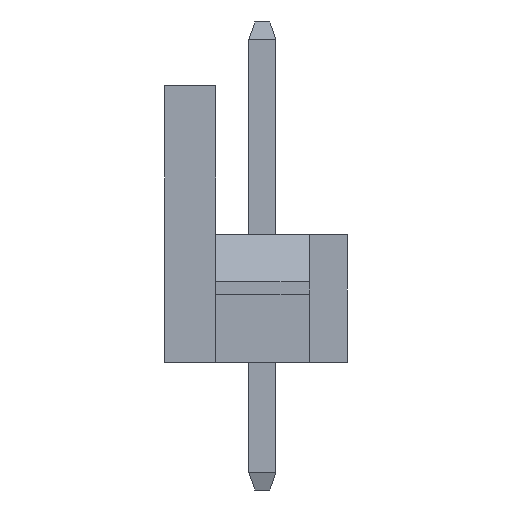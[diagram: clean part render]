
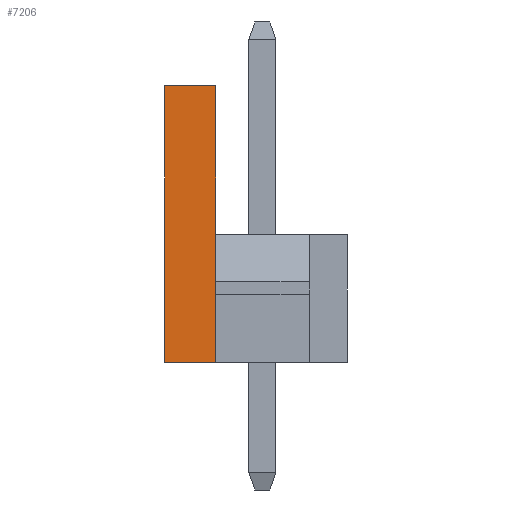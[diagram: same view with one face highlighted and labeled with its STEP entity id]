
A CAD part, left-side view. The second image highlights one B-rep face of the part: STEP entity #7206.
In plain terms, the highlighted planar face has unit normal (-1, 0, 0).
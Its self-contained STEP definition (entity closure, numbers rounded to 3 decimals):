
#5555 = VERTEX_POINT('',#5556);
#5556 = CARTESIAN_POINT('',(0.,3.1,6.5));
#5562 = EDGE_CURVE('',#5555,#5563,#5565,.T.);
#5563 = VERTEX_POINT('',#5564);
#5564 = CARTESIAN_POINT('',(0.,3.1,0.));
#5565 = LINE('',#5566,#5567);
#5566 = CARTESIAN_POINT('',(0.,3.1,0.));
#5567 = VECTOR('',#5568,1.);
#5568 = DIRECTION('',(0.,0.,-1.));
#6587 = EDGE_CURVE('',#5563,#6588,#6590,.T.);
#6588 = VERTEX_POINT('',#6589);
#6589 = CARTESIAN_POINT('',(0.,4.3,0.));
#6590 = LINE('',#6591,#6592);
#6591 = CARTESIAN_POINT('',(0.,0.,0.));
#6592 = VECTOR('',#6593,1.);
#6593 = DIRECTION('',(0.,1.,0.));
#7188 = VERTEX_POINT('',#7189);
#7189 = CARTESIAN_POINT('',(0.,4.3,6.5));
#7195 = EDGE_CURVE('',#5555,#7188,#7196,.T.);
#7196 = LINE('',#7197,#7198);
#7197 = CARTESIAN_POINT('',(0.,0.,6.5));
#7198 = VECTOR('',#7199,1.);
#7199 = DIRECTION('',(0.,1.,0.));
#7206 = ADVANCED_FACE('',(#7207),#7218,.T.);
#7207 = FACE_BOUND('',#7208,.T.);
#7208 = EDGE_LOOP('',(#7209,#7210,#7211,#7212));
#7209 = ORIENTED_EDGE('',*,*,#6587,.F.);
#7210 = ORIENTED_EDGE('',*,*,#5562,.F.);
#7211 = ORIENTED_EDGE('',*,*,#7195,.T.);
#7212 = ORIENTED_EDGE('',*,*,#7213,.F.);
#7213 = EDGE_CURVE('',#6588,#7188,#7214,.T.);
#7214 = LINE('',#7215,#7216);
#7215 = CARTESIAN_POINT('',(0.,4.3,0.));
#7216 = VECTOR('',#7217,1.);
#7217 = DIRECTION('',(0.,0.,1.));
#7218 = PLANE('',#7219);
#7219 = AXIS2_PLACEMENT_3D('',#7220,#7221,#7222);
#7220 = CARTESIAN_POINT('',(0.,0.,0.));
#7221 = DIRECTION('',(-1.,0.,0.));
#7222 = DIRECTION('',(0.,1.,0.));
